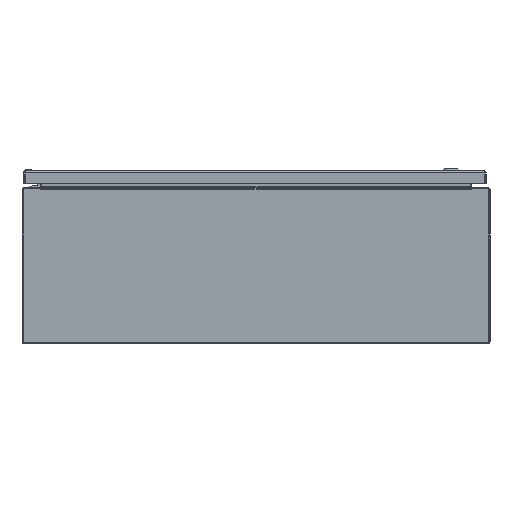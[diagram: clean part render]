
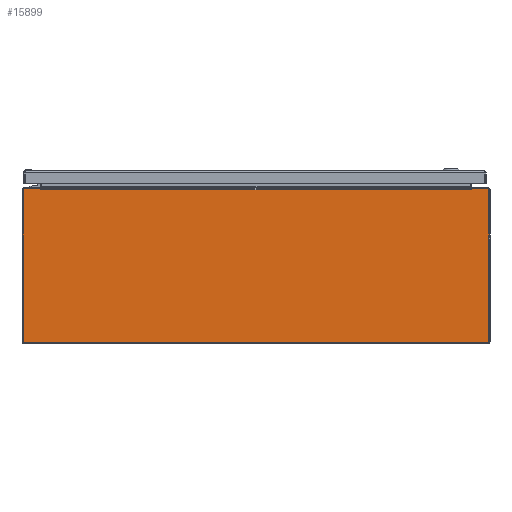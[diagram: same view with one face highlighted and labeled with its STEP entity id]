
A CAD part, front view. The second image highlights one B-rep face of the part: STEP entity #15899.
In plain terms, the highlighted planar face has unit normal (0, -1, 0).
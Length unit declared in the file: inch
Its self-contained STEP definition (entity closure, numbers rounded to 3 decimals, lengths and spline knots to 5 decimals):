
#1015 = DIRECTION ( 'NONE',  ( 0., -1., 0. ) ) ;
#1049 = CARTESIAN_POINT ( 'NONE',  ( 13.798, -15., 4.855 ) ) ;
#1378 = VERTEX_POINT ( 'NONE', #37836 ) ;
#1714 = VERTEX_POINT ( 'NONE', #113798 ) ;
#2607 = EDGE_CURVE ( 'NONE', #109803, #38715, #117348, .T. ) ;
#5620 = VECTOR ( 'NONE', #84216, 39.37008 ) ;
#5913 = VECTOR ( 'NONE', #21629, 39.37008 ) ;
#6865 = ORIENTED_EDGE ( 'NONE', *, *, #2607, .T. ) ;
#10805 = CARTESIAN_POINT ( 'NONE',  ( -14.937, -15., 0. ) ) ;
#11271 = CARTESIAN_POINT ( 'NONE',  ( 13.82806, -15., 4.937 ) ) ;
#14127 = EDGE_CURVE ( 'NONE', #18088, #109803, #84824, .T. ) ;
#14136 = CARTESIAN_POINT ( 'NONE',  ( 13.82806, -15., 4.937 ) ) ;
#14915 = CARTESIAN_POINT ( 'NONE',  ( -14.857, -15., -4.937 ) ) ;
#15016 = CIRCLE ( 'NONE', #100002, 0.08 ) ;
#15066 = CARTESIAN_POINT ( 'NONE',  ( 13.80578, -15., 4.855 ) ) ;
#15899 = ADVANCED_FACE ( 'NONE', ( #41083 ), #60898, .T. ) ;
#16205 = EDGE_CURVE ( 'NONE', #114913, #1378, #50830, .T. ) ;
#16884 = ORIENTED_EDGE ( 'NONE', *, *, #72861, .T. ) ;
#17444 = CARTESIAN_POINT ( 'NONE',  ( 14.937, -15., -4.857 ) ) ;
#18088 = VERTEX_POINT ( 'NONE', #1049 ) ;
#19318 = ORIENTED_EDGE ( 'NONE', *, *, #104502, .T. ) ;
#21629 = DIRECTION ( 'NONE',  ( -1., 0., 0. ) ) ;
#22652 = CIRCLE ( 'NONE', #48364, 0.08 ) ;
#23413 = CARTESIAN_POINT ( 'NONE',  ( -14.857, -15., -4.857 ) ) ;
#23524 = ORIENTED_EDGE ( 'NONE', *, *, #56062, .T. ) ;
#25704 = CIRCLE ( 'NONE', #27733, 0.08 ) ;
#26031 = VERTEX_POINT ( 'NONE', #75705 ) ;
#26673 = CARTESIAN_POINT ( 'NONE',  ( -13.8136, -15., 4.855 ) ) ;
#27733 = AXIS2_PLACEMENT_3D ( 'NONE', #27953, #93538, #29753 ) ;
#27953 = CARTESIAN_POINT ( 'NONE',  ( 14.857, -15., -4.857 ) ) ;
#28076 = CARTESIAN_POINT ( 'NONE',  ( -13.798, -15., 4.855 ) ) ;
#28716 = CARTESIAN_POINT ( 'NONE',  ( -14.937, -15., 4.857 ) ) ;
#28831 = ORIENTED_EDGE ( 'NONE', *, *, #51582, .T. ) ;
#29753 = DIRECTION ( 'NONE',  ( 0., 0., -1. ) ) ;
#32445 = CARTESIAN_POINT ( 'NONE',  ( 0., -15., 0. ) ) ;
#32547 = VERTEX_POINT ( 'NONE', #120005 ) ;
#33064 = CARTESIAN_POINT ( 'NONE',  ( 0., -15., -4.937 ) ) ;
#33719 = AXIS2_PLACEMENT_3D ( 'NONE', #23413, #107593, #87795 ) ;
#34560 = CARTESIAN_POINT ( 'NONE',  ( -13.82806, -15., 4.937 ) ) ;
#37836 = CARTESIAN_POINT ( 'NONE',  ( 13.8136, -15., 4.855 ) ) ;
#38715 = VERTEX_POINT ( 'NONE', #117388 ) ;
#38927 = VERTEX_POINT ( 'NONE', #70249 ) ;
#39911 = DIRECTION ( 'NONE',  ( 0., 0., -1. ) ) ;
#40481 = CARTESIAN_POINT ( 'NONE',  ( 0., -15., 4.937 ) ) ;
#41083 = FACE_OUTER_BOUND ( 'NONE', #120512, .T. ) ;
#42135 = VECTOR ( 'NONE', #119185, 39.37008 ) ;
#42300 = ORIENTED_EDGE ( 'NONE', *, *, #117262, .T. ) ;
#47009 = VERTEX_POINT ( 'NONE', #28716 ) ;
#48001 = CARTESIAN_POINT ( 'NONE',  ( -14.857, -15., 4.857 ) ) ;
#48295 = CARTESIAN_POINT ( 'NONE',  ( 0., -15., 4.855 ) ) ;
#48364 = AXIS2_PLACEMENT_3D ( 'NONE', #99281, #80698, #109195 ) ;
#48977 = EDGE_CURVE ( 'NONE', #1714, #114913, #80356, .T. ) ;
#49750 = EDGE_CURVE ( 'NONE', #26031, #68948, #25704, .T. ) ;
#50361 = DIRECTION ( 'NONE',  ( -1., 0., 0. ) ) ;
#50830 = LINE ( 'NONE', #11271, #104727 ) ;
#51582 = EDGE_CURVE ( 'NONE', #1378, #18088, #111005, .T. ) ;
#56062 = EDGE_CURVE ( 'NONE', #68948, #32547, #109303, .T. ) ;
#57144 = EDGE_CURVE ( 'NONE', #32547, #1714, #22652, .T. ) ;
#57809 = ORIENTED_EDGE ( 'NONE', *, *, #98692, .T. ) ;
#60898 = PLANE ( 'NONE',  #100656 ) ;
#62096 = EDGE_CURVE ( 'NONE', #38715, #97083, #73079, .T. ) ;
#62974 = VERTEX_POINT ( 'NONE', #14915 ) ;
#66288 = ORIENTED_EDGE ( 'NONE', *, *, #62096, .T. ) ;
#68941 = DIRECTION ( 'NONE',  ( 0., 0., -1. ) ) ;
#68948 = VERTEX_POINT ( 'NONE', #17444 ) ;
#70249 = CARTESIAN_POINT ( 'NONE',  ( -14.937, -15., -4.857 ) ) ;
#70489 = CARTESIAN_POINT ( 'NONE',  ( 0., -15., 4.937 ) ) ;
#71363 = VECTOR ( 'NONE', #68941, 39.37008 ) ;
#72861 = EDGE_CURVE ( 'NONE', #38927, #62974, #116668, .T. ) ;
#73079 = LINE ( 'NONE', #26673, #74321 ) ;
#74321 = VECTOR ( 'NONE', #120058, 39.37008 ) ;
#75705 = CARTESIAN_POINT ( 'NONE',  ( 14.857, -15., -4.937 ) ) ;
#78285 = DIRECTION ( 'NONE',  ( 1., 0., 0. ) ) ;
#79443 = LINE ( 'NONE', #40481, #88251 ) ;
#80356 = LINE ( 'NONE', #70489, #5913 ) ;
#80698 = DIRECTION ( 'NONE',  ( 0., -1., 0. ) ) ;
#80895 = VECTOR ( 'NONE', #78285, 39.37008 ) ;
#82732 = ORIENTED_EDGE ( 'NONE', *, *, #49750, .T. ) ;
#83876 = VECTOR ( 'NONE', #119179, 39.37008 ) ;
#84216 = DIRECTION ( 'NONE',  ( -1., 0., 0. ) ) ;
#84824 = LINE ( 'NONE', #48295, #5620 ) ;
#87162 = VECTOR ( 'NONE', #100473, 39.37008 ) ;
#87177 = ORIENTED_EDGE ( 'NONE', *, *, #16205, .T. ) ;
#87795 = DIRECTION ( 'NONE',  ( 0., 0., -1. ) ) ;
#88251 = VECTOR ( 'NONE', #50361, 39.37008 ) ;
#88268 = EDGE_CURVE ( 'NONE', #106348, #47009, #15016, .T. ) ;
#93538 = DIRECTION ( 'NONE',  ( 0., -1., 0. ) ) ;
#97083 = VERTEX_POINT ( 'NONE', #34560 ) ;
#98622 = DIRECTION ( 'NONE',  ( 0., 0., -1. ) ) ;
#98692 = EDGE_CURVE ( 'NONE', #62974, #26031, #107961, .T. ) ;
#99281 = CARTESIAN_POINT ( 'NONE',  ( 14.857, -15., 4.857 ) ) ;
#100002 = AXIS2_PLACEMENT_3D ( 'NONE', #48001, #1015, #39911 ) ;
#100473 = DIRECTION ( 'NONE',  ( -1., 0., 0. ) ) ;
#100656 = AXIS2_PLACEMENT_3D ( 'NONE', #32445, #117796, #98622 ) ;
#101388 = ORIENTED_EDGE ( 'NONE', *, *, #48977, .T. ) ;
#102731 = ORIENTED_EDGE ( 'NONE', *, *, #88268, .T. ) ;
#104502 = EDGE_CURVE ( 'NONE', #47009, #38927, #106056, .T. ) ;
#104727 = VECTOR ( 'NONE', #105947, 39.37008 ) ;
#105947 = DIRECTION ( 'NONE',  ( -0.174, 0., -0.985 ) ) ;
#106056 = LINE ( 'NONE', #10805, #71363 ) ;
#106348 = VERTEX_POINT ( 'NONE', #117595 ) ;
#107593 = DIRECTION ( 'NONE',  ( 0., -1., 0. ) ) ;
#107961 = LINE ( 'NONE', #33064, #80895 ) ;
#108067 = CARTESIAN_POINT ( 'NONE',  ( 14.937, -15., 0. ) ) ;
#109195 = DIRECTION ( 'NONE',  ( 0., 0., -1. ) ) ;
#109303 = LINE ( 'NONE', #108067, #83876 ) ;
#109803 = VERTEX_POINT ( 'NONE', #28076 ) ;
#111005 = LINE ( 'NONE', #15066, #87162 ) ;
#113798 = CARTESIAN_POINT ( 'NONE',  ( 14.857, -15., 4.937 ) ) ;
#114118 = ORIENTED_EDGE ( 'NONE', *, *, #14127, .T. ) ;
#114902 = ORIENTED_EDGE ( 'NONE', *, *, #57144, .T. ) ;
#114913 = VERTEX_POINT ( 'NONE', #14136 ) ;
#116668 = CIRCLE ( 'NONE', #33719, 0.08 ) ;
#117262 = EDGE_CURVE ( 'NONE', #97083, #106348, #79443, .T. ) ;
#117348 = LINE ( 'NONE', #118546, #42135 ) ;
#117388 = CARTESIAN_POINT ( 'NONE',  ( -13.8136, -15., 4.855 ) ) ;
#117595 = CARTESIAN_POINT ( 'NONE',  ( -14.857, -15., 4.937 ) ) ;
#117796 = DIRECTION ( 'NONE',  ( 0., -1., 0. ) ) ;
#118546 = CARTESIAN_POINT ( 'NONE',  ( 0., -15., 4.855 ) ) ;
#119179 = DIRECTION ( 'NONE',  ( 0., 0., 1. ) ) ;
#119185 = DIRECTION ( 'NONE',  ( -1., 0., 0. ) ) ;
#120005 = CARTESIAN_POINT ( 'NONE',  ( 14.937, -15., 4.857 ) ) ;
#120058 = DIRECTION ( 'NONE',  ( -0.174, 0., 0.985 ) ) ;
#120512 = EDGE_LOOP ( 'NONE', ( #42300, #102731, #19318, #16884, #57809, #82732, #23524, #114902, #101388, #87177, #28831, #114118, #6865, #66288 ) ) ;
